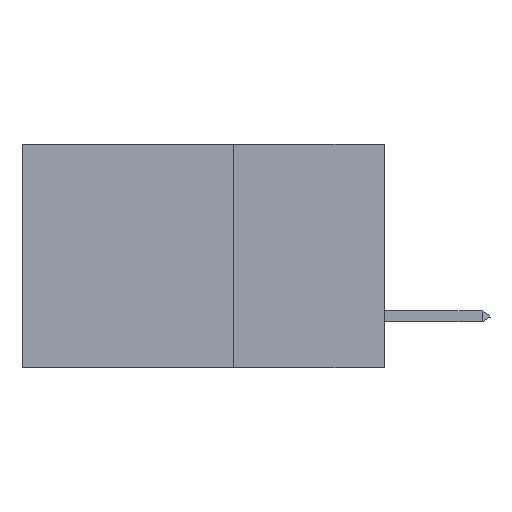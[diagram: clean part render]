
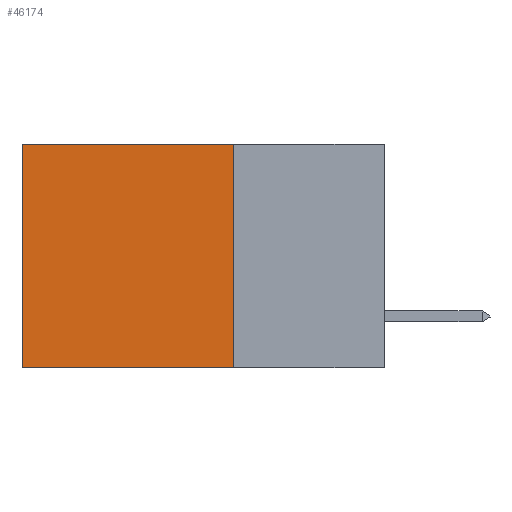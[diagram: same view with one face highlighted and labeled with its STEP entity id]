
A CAD part, left-side view. The second image highlights one B-rep face of the part: STEP entity #46174.
In plain terms, the highlighted planar face has unit normal (-1, 0, 0).
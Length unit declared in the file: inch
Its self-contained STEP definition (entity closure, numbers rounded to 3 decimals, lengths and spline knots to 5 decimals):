
#1636 = CARTESIAN_POINT ( 'NONE',  ( 0.2875, 0.6, 0. ) ) ;
#6530 = CARTESIAN_POINT ( 'NONE',  ( 0.2875, 0.25, 0. ) ) ;
#6759 = CARTESIAN_POINT ( 'NONE',  ( 0.2875, 0.6, 0. ) ) ;
#9737 = CARTESIAN_POINT ( 'NONE',  ( 0.2875, 0.6, -0.37 ) ) ;
#10002 = DIRECTION ( 'NONE',  ( 0., 1., 0. ) ) ;
#10275 = ORIENTED_EDGE ( 'NONE', *, *, #34303, .T. ) ;
#10840 = AXIS2_PLACEMENT_3D ( 'NONE', #19287, #46992, #19349 ) ;
#12196 = LINE ( 'NONE', #6759, #16553 ) ;
#14607 = DIRECTION ( 'NONE',  ( 0., 0., -1. ) ) ;
#15462 = PLANE ( 'NONE',  #10840 ) ;
#16526 = EDGE_CURVE ( 'NONE', #16998, #30783, #30897, .T. ) ;
#16553 = VECTOR ( 'NONE', #14607, 39.37008 ) ;
#16998 = VERTEX_POINT ( 'NONE', #35707 ) ;
#18360 = CARTESIAN_POINT ( 'NONE',  ( 0.2875, 0.25, -0.37 ) ) ;
#18594 = VERTEX_POINT ( 'NONE', #41738 ) ;
#19287 = CARTESIAN_POINT ( 'NONE',  ( 0.2875, 0.25, 0. ) ) ;
#19349 = DIRECTION ( 'NONE',  ( 0., 0., -1. ) ) ;
#21117 = VECTOR ( 'NONE', #46086, 39.37008 ) ;
#22709 = ORIENTED_EDGE ( 'NONE', *, *, #16526, .F. ) ;
#23853 = ORIENTED_EDGE ( 'NONE', *, *, #37710, .F. ) ;
#23876 = DIRECTION ( 'NONE',  ( 0., 0., -1. ) ) ;
#25351 = EDGE_LOOP ( 'NONE', ( #10275, #22709, #23853, #45101 ) ) ;
#26534 = VECTOR ( 'NONE', #23876, 39.37008 ) ;
#29121 = VECTOR ( 'NONE', #10002, 39.37008 ) ;
#30783 = VERTEX_POINT ( 'NONE', #9737 ) ;
#30897 = LINE ( 'NONE', #18360, #29121 ) ;
#31384 = EDGE_CURVE ( 'NONE', #18594, #31902, #43449, .T. ) ;
#31902 = VERTEX_POINT ( 'NONE', #1636 ) ;
#34303 = EDGE_CURVE ( 'NONE', #31902, #30783, #12196, .T. ) ;
#35707 = CARTESIAN_POINT ( 'NONE',  ( 0.2875, 0.25, -0.37 ) ) ;
#37052 = LINE ( 'NONE', #43582, #26534 ) ;
#37710 = EDGE_CURVE ( 'NONE', #18594, #16998, #37052, .T. ) ;
#41738 = CARTESIAN_POINT ( 'NONE',  ( 0.2875, 0.25, 0. ) ) ;
#42375 = FACE_OUTER_BOUND ( 'NONE', #25351, .T. ) ;
#43449 = LINE ( 'NONE', #6530, #21117 ) ;
#43582 = CARTESIAN_POINT ( 'NONE',  ( 0.2875, 0.25, 0. ) ) ;
#45101 = ORIENTED_EDGE ( 'NONE', *, *, #31384, .T. ) ;
#46086 = DIRECTION ( 'NONE',  ( 0., 1., 0. ) ) ;
#46174 = ADVANCED_FACE ( 'NONE', ( #42375 ), #15462, .F. ) ;
#46992 = DIRECTION ( 'NONE',  ( 1., 0., 0. ) ) ;
